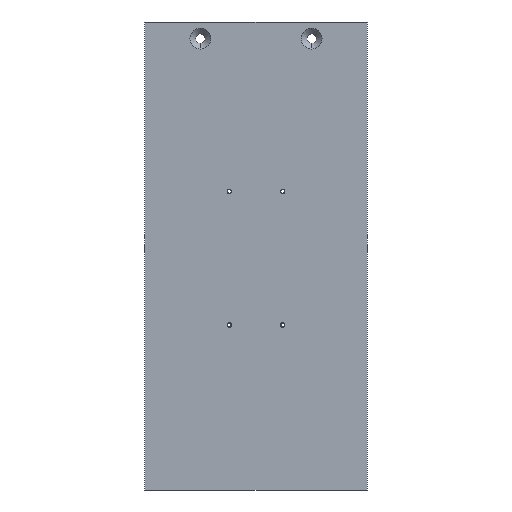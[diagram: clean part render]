
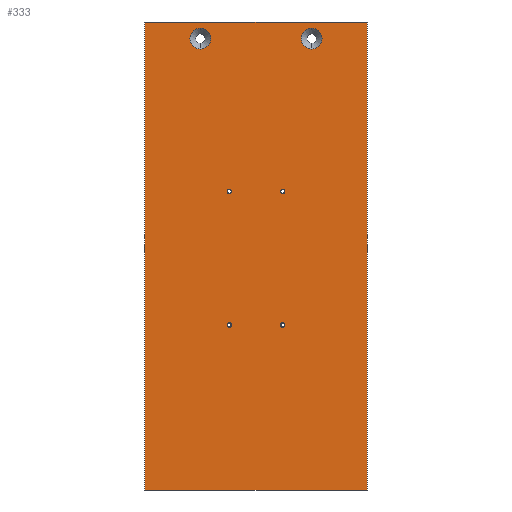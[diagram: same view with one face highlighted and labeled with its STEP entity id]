
A CAD part, front view. The second image highlights one B-rep face of the part: STEP entity #333.
In plain terms, the highlighted planar face has unit normal (0, -1, 0).
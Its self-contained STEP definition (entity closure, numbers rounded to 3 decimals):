
#2=DIRECTION('',(0.,0.,1.));
#3=VECTOR('',#2,420.);
#4=CARTESIAN_POINT('',(-100.,0.,-210.));
#5=LINE('',#4,#3);
#6=DIRECTION('',(1.,0.,0.));
#7=VECTOR('',#6,200.);
#8=CARTESIAN_POINT('',(-100.,0.,210.));
#9=LINE('',#8,#7);
#10=DIRECTION('',(0.,0.,-1.));
#11=VECTOR('',#10,420.);
#12=CARTESIAN_POINT('',(100.,0.,210.));
#13=LINE('',#12,#11);
#14=DIRECTION('',(-1.,0.,0.));
#15=VECTOR('',#14,200.);
#16=CARTESIAN_POINT('',(100.,0.,-210.));
#17=LINE('',#16,#15);
#18=CARTESIAN_POINT('',(-24.,0.,58.));
#19=DIRECTION('',(0.,1.,0.));
#20=DIRECTION('',(1.,0.,0.));
#21=AXIS2_PLACEMENT_3D('',#18,#19,#20);
#23=CARTESIAN_POINT('',(-24.,0.,58.));
#24=DIRECTION('',(0.,1.,0.));
#25=DIRECTION('',(-1.,0.,0.));
#26=AXIS2_PLACEMENT_3D('',#23,#24,#25);
#28=CARTESIAN_POINT('',(-24.,0.,-62.));
#29=DIRECTION('',(0.,1.,0.));
#30=DIRECTION('',(1.,0.,0.));
#31=AXIS2_PLACEMENT_3D('',#28,#29,#30);
#33=CARTESIAN_POINT('',(-24.,0.,-62.));
#34=DIRECTION('',(0.,1.,0.));
#35=DIRECTION('',(-1.,0.,0.));
#36=AXIS2_PLACEMENT_3D('',#33,#34,#35);
#38=CARTESIAN_POINT('',(24.,0.,58.));
#39=DIRECTION('',(0.,1.,0.));
#40=DIRECTION('',(1.,0.,0.));
#41=AXIS2_PLACEMENT_3D('',#38,#39,#40);
#43=CARTESIAN_POINT('',(24.,0.,58.));
#44=DIRECTION('',(0.,1.,0.));
#45=DIRECTION('',(-1.,0.,0.));
#46=AXIS2_PLACEMENT_3D('',#43,#44,#45);
#48=CARTESIAN_POINT('',(24.,0.,-62.));
#49=DIRECTION('',(0.,1.,0.));
#50=DIRECTION('',(1.,0.,0.));
#51=AXIS2_PLACEMENT_3D('',#48,#49,#50);
#53=CARTESIAN_POINT('',(24.,0.,-62.));
#54=DIRECTION('',(0.,1.,0.));
#55=DIRECTION('',(-1.,0.,0.));
#56=AXIS2_PLACEMENT_3D('',#53,#54,#55);
#58=CARTESIAN_POINT('',(50.,0.,195.));
#59=DIRECTION('',(0.,1.,0.));
#60=DIRECTION('',(0.,0.,-1.));
#61=AXIS2_PLACEMENT_3D('',#58,#59,#60);
#63=CARTESIAN_POINT('',(50.,0.,195.));
#64=DIRECTION('',(0.,1.,0.));
#65=DIRECTION('',(0.,0.,1.));
#66=AXIS2_PLACEMENT_3D('',#63,#64,#65);
#68=CARTESIAN_POINT('',(-50.,0.,195.));
#69=DIRECTION('',(0.,1.,0.));
#70=DIRECTION('',(0.,0.,-1.));
#71=AXIS2_PLACEMENT_3D('',#68,#69,#70);
#73=CARTESIAN_POINT('',(-50.,0.,195.));
#74=DIRECTION('',(0.,1.,0.));
#75=DIRECTION('',(0.,0.,1.));
#76=AXIS2_PLACEMENT_3D('',#73,#74,#75);
#218=CARTESIAN_POINT('',(-100.,0.,-210.));
#219=CARTESIAN_POINT('',(-100.,0.,210.));
#220=VERTEX_POINT('',#218);
#221=VERTEX_POINT('',#219);
#222=CARTESIAN_POINT('',(100.,0.,210.));
#223=VERTEX_POINT('',#222);
#224=CARTESIAN_POINT('',(100.,0.,-210.));
#225=VERTEX_POINT('',#224);
#234=CARTESIAN_POINT('',(-22.35,0.,58.));
#235=CARTESIAN_POINT('',(-25.65,0.,58.));
#236=VERTEX_POINT('',#234);
#237=VERTEX_POINT('',#235);
#242=CARTESIAN_POINT('',(-22.35,0.,-62.));
#243=CARTESIAN_POINT('',(-25.65,0.,-62.));
#244=VERTEX_POINT('',#242);
#245=VERTEX_POINT('',#243);
#250=CARTESIAN_POINT('',(25.65,0.,58.));
#251=CARTESIAN_POINT('',(22.35,0.,58.));
#252=VERTEX_POINT('',#250);
#253=VERTEX_POINT('',#251);
#258=CARTESIAN_POINT('',(25.65,0.,-62.));
#259=CARTESIAN_POINT('',(22.35,0.,-62.));
#260=VERTEX_POINT('',#258);
#261=VERTEX_POINT('',#259);
#266=CARTESIAN_POINT('',(50.,0.,185.7));
#267=CARTESIAN_POINT('',(50.,0.,204.3));
#268=VERTEX_POINT('',#266);
#269=VERTEX_POINT('',#267);
#270=CARTESIAN_POINT('',(-50.,0.,185.7));
#271=CARTESIAN_POINT('',(-50.,0.,204.3));
#272=VERTEX_POINT('',#270);
#273=VERTEX_POINT('',#271);
#282=CARTESIAN_POINT('',(0.,0.,0.));
#283=DIRECTION('',(0.,1.,0.));
#284=DIRECTION('',(1.,0.,0.));
#285=AXIS2_PLACEMENT_3D('',#282,#283,#284);
#286=PLANE('',#285);
#288=ORIENTED_EDGE('',*,*,#287,.T.);
#290=ORIENTED_EDGE('',*,*,#289,.T.);
#292=ORIENTED_EDGE('',*,*,#291,.T.);
#294=ORIENTED_EDGE('',*,*,#293,.T.);
#295=EDGE_LOOP('',(#288,#290,#292,#294));
#296=FACE_OUTER_BOUND('',#295,.F.);
#298=ORIENTED_EDGE('',*,*,#297,.F.);
#300=ORIENTED_EDGE('',*,*,#299,.F.);
#301=EDGE_LOOP('',(#298,#300));
#302=FACE_BOUND('',#301,.F.);
#304=ORIENTED_EDGE('',*,*,#303,.F.);
#306=ORIENTED_EDGE('',*,*,#305,.F.);
#307=EDGE_LOOP('',(#304,#306));
#308=FACE_BOUND('',#307,.F.);
#310=ORIENTED_EDGE('',*,*,#309,.F.);
#312=ORIENTED_EDGE('',*,*,#311,.F.);
#313=EDGE_LOOP('',(#310,#312));
#314=FACE_BOUND('',#313,.F.);
#316=ORIENTED_EDGE('',*,*,#315,.F.);
#318=ORIENTED_EDGE('',*,*,#317,.F.);
#319=EDGE_LOOP('',(#316,#318));
#320=FACE_BOUND('',#319,.F.);
#322=ORIENTED_EDGE('',*,*,#321,.F.);
#324=ORIENTED_EDGE('',*,*,#323,.F.);
#325=EDGE_LOOP('',(#322,#324));
#326=FACE_BOUND('',#325,.F.);
#328=ORIENTED_EDGE('',*,*,#327,.F.);
#330=ORIENTED_EDGE('',*,*,#329,.F.);
#331=EDGE_LOOP('',(#328,#330));
#332=FACE_BOUND('',#331,.F.);
#333=ADVANCED_FACE('',(#296,#302,#308,#314,#320,#326,#332),#286,.F.);
#22=CIRCLE('',#21,1.65);
#27=CIRCLE('',#26,1.65);
#32=CIRCLE('',#31,1.65);
#37=CIRCLE('',#36,1.65);
#42=CIRCLE('',#41,1.65);
#47=CIRCLE('',#46,1.65);
#52=CIRCLE('',#51,1.65);
#57=CIRCLE('',#56,1.65);
#62=CIRCLE('',#61,9.3);
#67=CIRCLE('',#66,9.3);
#72=CIRCLE('',#71,9.3);
#77=CIRCLE('',#76,9.3);
#287=EDGE_CURVE('',#220,#221,#5,.T.);
#289=EDGE_CURVE('',#221,#223,#9,.T.);
#291=EDGE_CURVE('',#223,#225,#13,.T.);
#293=EDGE_CURVE('',#225,#220,#17,.T.);
#297=EDGE_CURVE('',#236,#237,#22,.T.);
#299=EDGE_CURVE('',#237,#236,#27,.T.);
#303=EDGE_CURVE('',#244,#245,#32,.T.);
#305=EDGE_CURVE('',#245,#244,#37,.T.);
#309=EDGE_CURVE('',#252,#253,#42,.T.);
#311=EDGE_CURVE('',#253,#252,#47,.T.);
#315=EDGE_CURVE('',#260,#261,#52,.T.);
#317=EDGE_CURVE('',#261,#260,#57,.T.);
#321=EDGE_CURVE('',#268,#269,#62,.T.);
#323=EDGE_CURVE('',#269,#268,#67,.T.);
#327=EDGE_CURVE('',#272,#273,#72,.T.);
#329=EDGE_CURVE('',#273,#272,#77,.T.);
